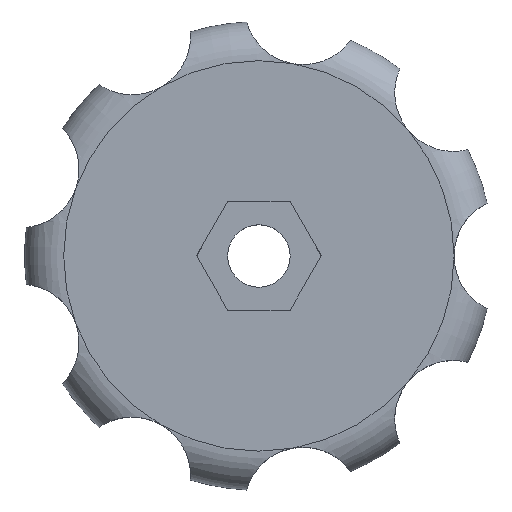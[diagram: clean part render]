
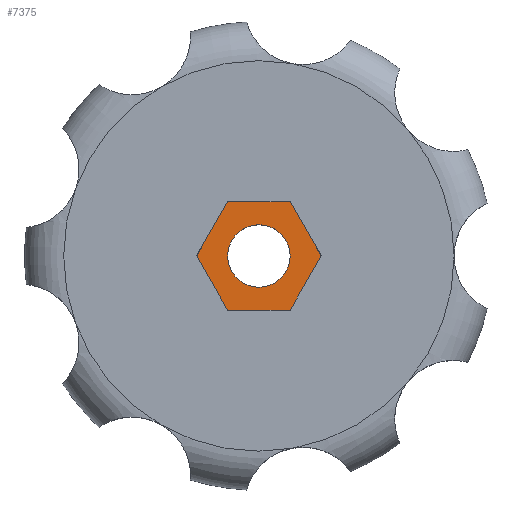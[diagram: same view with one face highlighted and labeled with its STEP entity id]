
A CAD part, top view. The second image highlights one B-rep face of the part: STEP entity #7375.
In plain terms, the highlighted planar face has unit normal (0, 0, 1).
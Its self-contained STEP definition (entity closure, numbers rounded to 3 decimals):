
#1689 = CYLINDRICAL_SURFACE('',#1690,1.6);
#1690 = AXIS2_PLACEMENT_3D('',#1691,#1692,#1693);
#1691 = CARTESIAN_POINT('',(0.,0.,-1.));
#1692 = DIRECTION('',(0.,0.,1.));
#1693 = DIRECTION('',(1.,0.,0.));
#2320 = PLANE('',#2321);
#2321 = AXIS2_PLACEMENT_3D('',#2322,#2323,#2324);
#2322 = CARTESIAN_POINT('',(1.6,2.771,2.));
#2323 = DIRECTION('',(0.,-1.,0.));
#2324 = DIRECTION('',(-1.,0.,0.));
#2346 = PLANE('',#2347);
#2347 = AXIS2_PLACEMENT_3D('',#2348,#2349,#2350);
#2348 = CARTESIAN_POINT('',(3.2,0.,2.));
#2349 = DIRECTION('',(-0.866,-0.5,0.));
#2350 = DIRECTION('',(-0.5,0.866,0.));
#2372 = PLANE('',#2373);
#2373 = AXIS2_PLACEMENT_3D('',#2374,#2375,#2376);
#2374 = CARTESIAN_POINT('',(1.6,-2.771,2.));
#2375 = DIRECTION('',(-0.866,0.5,0.));
#2376 = DIRECTION('',(0.5,0.866,0.));
#2398 = PLANE('',#2399);
#2399 = AXIS2_PLACEMENT_3D('',#2400,#2401,#2402);
#2400 = CARTESIAN_POINT('',(-1.6,-2.771,2.));
#2401 = DIRECTION('',(0.,1.,0.));
#2402 = DIRECTION('',(1.,0.,0.));
#2424 = PLANE('',#2425);
#2425 = AXIS2_PLACEMENT_3D('',#2426,#2427,#2428);
#2426 = CARTESIAN_POINT('',(-3.2,0.,2.));
#2427 = DIRECTION('',(0.866,0.5,0.));
#2428 = DIRECTION('',(0.5,-0.866,0.));
#2448 = PLANE('',#2449);
#2449 = AXIS2_PLACEMENT_3D('',#2450,#2451,#2452);
#2450 = CARTESIAN_POINT('',(-1.6,2.771,2.));
#2451 = DIRECTION('',(0.866,-0.5,0.));
#2452 = DIRECTION('',(-0.5,-0.866,0.));
#4802 = VERTEX_POINT('',#4803);
#4803 = CARTESIAN_POINT('',(1.6,0.,2.));
#4824 = EDGE_CURVE('',#4802,#4802,#4825,.T.);
#4825 = SURFACE_CURVE('',#4826,(#4831,#4838),.PCURVE_S1.);
#4826 = CIRCLE('',#4827,1.6);
#4827 = AXIS2_PLACEMENT_3D('',#4828,#4829,#4830);
#4828 = CARTESIAN_POINT('',(0.,0.,2.));
#4829 = DIRECTION('',(0.,0.,1.));
#4830 = DIRECTION('',(1.,0.,0.));
#4831 = PCURVE('',#1689,#4832);
#4832 = DEFINITIONAL_REPRESENTATION('',(#4833),#4837);
#4833 = LINE('',#4834,#4835);
#4834 = CARTESIAN_POINT('',(0.,3.));
#4835 = VECTOR('',#4836,1.);
#4836 = DIRECTION('',(1.,0.));
#4837 = ( GEOMETRIC_REPRESENTATION_CONTEXT(2) 
PARAMETRIC_REPRESENTATION_CONTEXT() REPRESENTATION_CONTEXT('2D SPACE',''
  ) );
#4838 = PCURVE('',#4839,#4844);
#4839 = PLANE('',#4840);
#4840 = AXIS2_PLACEMENT_3D('',#4841,#4842,#4843);
#4841 = CARTESIAN_POINT('',(0.,0.,2.));
#4842 = DIRECTION('',(0.,0.,1.));
#4843 = DIRECTION('',(1.,0.,0.));
#4844 = DEFINITIONAL_REPRESENTATION('',(#4845),#4849);
#4845 = CIRCLE('',#4846,1.6);
#4846 = AXIS2_PLACEMENT_2D('',#4847,#4848);
#4847 = CARTESIAN_POINT('',(0.,0.));
#4848 = DIRECTION('',(1.,0.));
#4849 = ( GEOMETRIC_REPRESENTATION_CONTEXT(2) 
PARAMETRIC_REPRESENTATION_CONTEXT() REPRESENTATION_CONTEXT('2D SPACE',''
  ) );
#6791 = EDGE_CURVE('',#6792,#6794,#6796,.T.);
#6792 = VERTEX_POINT('',#6793);
#6793 = CARTESIAN_POINT('',(1.6,2.771,2.));
#6794 = VERTEX_POINT('',#6795);
#6795 = CARTESIAN_POINT('',(-1.6,2.771,2.));
#6796 = SURFACE_CURVE('',#6797,(#6801,#6808),.PCURVE_S1.);
#6797 = LINE('',#6798,#6799);
#6798 = CARTESIAN_POINT('',(1.6,2.771,2.));
#6799 = VECTOR('',#6800,1.);
#6800 = DIRECTION('',(-1.,0.,0.));
#6801 = PCURVE('',#2320,#6802);
#6802 = DEFINITIONAL_REPRESENTATION('',(#6803),#6807);
#6803 = LINE('',#6804,#6805);
#6804 = CARTESIAN_POINT('',(0.,0.));
#6805 = VECTOR('',#6806,1.);
#6806 = DIRECTION('',(1.,0.));
#6807 = ( GEOMETRIC_REPRESENTATION_CONTEXT(2) 
PARAMETRIC_REPRESENTATION_CONTEXT() REPRESENTATION_CONTEXT('2D SPACE',''
  ) );
#6808 = PCURVE('',#4839,#6809);
#6809 = DEFINITIONAL_REPRESENTATION('',(#6810),#6814);
#6810 = LINE('',#6811,#6812);
#6811 = CARTESIAN_POINT('',(1.6,2.771));
#6812 = VECTOR('',#6813,1.);
#6813 = DIRECTION('',(-1.,0.));
#6814 = ( GEOMETRIC_REPRESENTATION_CONTEXT(2) 
PARAMETRIC_REPRESENTATION_CONTEXT() REPRESENTATION_CONTEXT('2D SPACE',''
  ) );
#6862 = EDGE_CURVE('',#6794,#6863,#6865,.T.);
#6863 = VERTEX_POINT('',#6864);
#6864 = CARTESIAN_POINT('',(-3.2,0.,2.));
#6865 = SURFACE_CURVE('',#6866,(#6870,#6877),.PCURVE_S1.);
#6866 = LINE('',#6867,#6868);
#6867 = CARTESIAN_POINT('',(-1.6,2.771,2.));
#6868 = VECTOR('',#6869,1.);
#6869 = DIRECTION('',(-0.5,-0.866,0.));
#6870 = PCURVE('',#2448,#6871);
#6871 = DEFINITIONAL_REPRESENTATION('',(#6872),#6876);
#6872 = LINE('',#6873,#6874);
#6873 = CARTESIAN_POINT('',(0.,0.));
#6874 = VECTOR('',#6875,1.);
#6875 = DIRECTION('',(1.,0.));
#6876 = ( GEOMETRIC_REPRESENTATION_CONTEXT(2) 
PARAMETRIC_REPRESENTATION_CONTEXT() REPRESENTATION_CONTEXT('2D SPACE',''
  ) );
#6877 = PCURVE('',#4839,#6878);
#6878 = DEFINITIONAL_REPRESENTATION('',(#6879),#6883);
#6879 = LINE('',#6880,#6881);
#6880 = CARTESIAN_POINT('',(-1.6,2.771));
#6881 = VECTOR('',#6882,1.);
#6882 = DIRECTION('',(-0.5,-0.866));
#6883 = ( GEOMETRIC_REPRESENTATION_CONTEXT(2) 
PARAMETRIC_REPRESENTATION_CONTEXT() REPRESENTATION_CONTEXT('2D SPACE',''
  ) );
#6911 = EDGE_CURVE('',#6863,#6912,#6914,.T.);
#6912 = VERTEX_POINT('',#6913);
#6913 = CARTESIAN_POINT('',(-1.6,-2.771,2.));
#6914 = SURFACE_CURVE('',#6915,(#6919,#6926),.PCURVE_S1.);
#6915 = LINE('',#6916,#6917);
#6916 = CARTESIAN_POINT('',(-3.2,0.,2.));
#6917 = VECTOR('',#6918,1.);
#6918 = DIRECTION('',(0.5,-0.866,0.));
#6919 = PCURVE('',#2424,#6920);
#6920 = DEFINITIONAL_REPRESENTATION('',(#6921),#6925);
#6921 = LINE('',#6922,#6923);
#6922 = CARTESIAN_POINT('',(0.,0.));
#6923 = VECTOR('',#6924,1.);
#6924 = DIRECTION('',(1.,0.));
#6925 = ( GEOMETRIC_REPRESENTATION_CONTEXT(2) 
PARAMETRIC_REPRESENTATION_CONTEXT() REPRESENTATION_CONTEXT('2D SPACE',''
  ) );
#6926 = PCURVE('',#4839,#6927);
#6927 = DEFINITIONAL_REPRESENTATION('',(#6928),#6932);
#6928 = LINE('',#6929,#6930);
#6929 = CARTESIAN_POINT('',(-3.2,0.));
#6930 = VECTOR('',#6931,1.);
#6931 = DIRECTION('',(0.5,-0.866));
#6932 = ( GEOMETRIC_REPRESENTATION_CONTEXT(2) 
PARAMETRIC_REPRESENTATION_CONTEXT() REPRESENTATION_CONTEXT('2D SPACE',''
  ) );
#6960 = EDGE_CURVE('',#6912,#6961,#6963,.T.);
#6961 = VERTEX_POINT('',#6962);
#6962 = CARTESIAN_POINT('',(1.6,-2.771,2.));
#6963 = SURFACE_CURVE('',#6964,(#6968,#6975),.PCURVE_S1.);
#6964 = LINE('',#6965,#6966);
#6965 = CARTESIAN_POINT('',(-1.6,-2.771,2.));
#6966 = VECTOR('',#6967,1.);
#6967 = DIRECTION('',(1.,0.,0.));
#6968 = PCURVE('',#2398,#6969);
#6969 = DEFINITIONAL_REPRESENTATION('',(#6970),#6974);
#6970 = LINE('',#6971,#6972);
#6971 = CARTESIAN_POINT('',(0.,0.));
#6972 = VECTOR('',#6973,1.);
#6973 = DIRECTION('',(1.,0.));
#6974 = ( GEOMETRIC_REPRESENTATION_CONTEXT(2) 
PARAMETRIC_REPRESENTATION_CONTEXT() REPRESENTATION_CONTEXT('2D SPACE',''
  ) );
#6975 = PCURVE('',#4839,#6976);
#6976 = DEFINITIONAL_REPRESENTATION('',(#6977),#6981);
#6977 = LINE('',#6978,#6979);
#6978 = CARTESIAN_POINT('',(-1.6,-2.771));
#6979 = VECTOR('',#6980,1.);
#6980 = DIRECTION('',(1.,0.));
#6981 = ( GEOMETRIC_REPRESENTATION_CONTEXT(2) 
PARAMETRIC_REPRESENTATION_CONTEXT() REPRESENTATION_CONTEXT('2D SPACE',''
  ) );
#7009 = EDGE_CURVE('',#6961,#7010,#7012,.T.);
#7010 = VERTEX_POINT('',#7011);
#7011 = CARTESIAN_POINT('',(3.2,0.,2.));
#7012 = SURFACE_CURVE('',#7013,(#7017,#7024),.PCURVE_S1.);
#7013 = LINE('',#7014,#7015);
#7014 = CARTESIAN_POINT('',(1.6,-2.771,2.));
#7015 = VECTOR('',#7016,1.);
#7016 = DIRECTION('',(0.5,0.866,0.));
#7017 = PCURVE('',#2372,#7018);
#7018 = DEFINITIONAL_REPRESENTATION('',(#7019),#7023);
#7019 = LINE('',#7020,#7021);
#7020 = CARTESIAN_POINT('',(0.,0.));
#7021 = VECTOR('',#7022,1.);
#7022 = DIRECTION('',(1.,0.));
#7023 = ( GEOMETRIC_REPRESENTATION_CONTEXT(2) 
PARAMETRIC_REPRESENTATION_CONTEXT() REPRESENTATION_CONTEXT('2D SPACE',''
  ) );
#7024 = PCURVE('',#4839,#7025);
#7025 = DEFINITIONAL_REPRESENTATION('',(#7026),#7030);
#7026 = LINE('',#7027,#7028);
#7027 = CARTESIAN_POINT('',(1.6,-2.771));
#7028 = VECTOR('',#7029,1.);
#7029 = DIRECTION('',(0.5,0.866));
#7030 = ( GEOMETRIC_REPRESENTATION_CONTEXT(2) 
PARAMETRIC_REPRESENTATION_CONTEXT() REPRESENTATION_CONTEXT('2D SPACE',''
  ) );
#7058 = EDGE_CURVE('',#7010,#6792,#7059,.T.);
#7059 = SURFACE_CURVE('',#7060,(#7064,#7071),.PCURVE_S1.);
#7060 = LINE('',#7061,#7062);
#7061 = CARTESIAN_POINT('',(3.2,0.,2.));
#7062 = VECTOR('',#7063,1.);
#7063 = DIRECTION('',(-0.5,0.866,0.));
#7064 = PCURVE('',#2346,#7065);
#7065 = DEFINITIONAL_REPRESENTATION('',(#7066),#7070);
#7066 = LINE('',#7067,#7068);
#7067 = CARTESIAN_POINT('',(0.,0.));
#7068 = VECTOR('',#7069,1.);
#7069 = DIRECTION('',(1.,0.));
#7070 = ( GEOMETRIC_REPRESENTATION_CONTEXT(2) 
PARAMETRIC_REPRESENTATION_CONTEXT() REPRESENTATION_CONTEXT('2D SPACE',''
  ) );
#7071 = PCURVE('',#4839,#7072);
#7072 = DEFINITIONAL_REPRESENTATION('',(#7073),#7077);
#7073 = LINE('',#7074,#7075);
#7074 = CARTESIAN_POINT('',(3.2,0.));
#7075 = VECTOR('',#7076,1.);
#7076 = DIRECTION('',(-0.5,0.866));
#7077 = ( GEOMETRIC_REPRESENTATION_CONTEXT(2) 
PARAMETRIC_REPRESENTATION_CONTEXT() REPRESENTATION_CONTEXT('2D SPACE',''
  ) );
#7375 = ADVANCED_FACE('',(#7376,#7384),#4839,.T.);
#7376 = FACE_BOUND('',#7377,.T.);
#7377 = EDGE_LOOP('',(#7378,#7379,#7380,#7381,#7382,#7383));
#7378 = ORIENTED_EDGE('',*,*,#7058,.T.);
#7379 = ORIENTED_EDGE('',*,*,#6791,.T.);
#7380 = ORIENTED_EDGE('',*,*,#6862,.T.);
#7381 = ORIENTED_EDGE('',*,*,#6911,.T.);
#7382 = ORIENTED_EDGE('',*,*,#6960,.T.);
#7383 = ORIENTED_EDGE('',*,*,#7009,.T.);
#7384 = FACE_BOUND('',#7385,.T.);
#7385 = EDGE_LOOP('',(#7386));
#7386 = ORIENTED_EDGE('',*,*,#4824,.F.);
